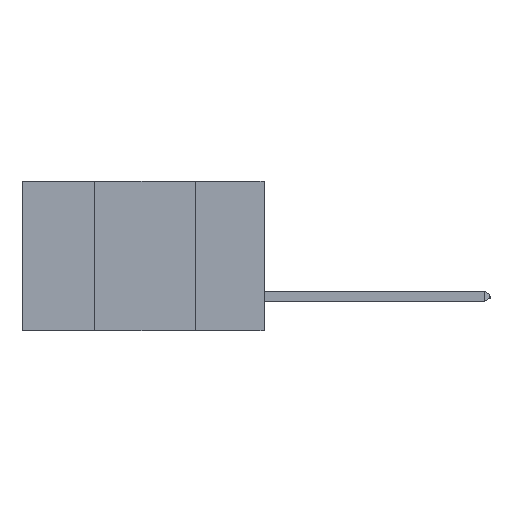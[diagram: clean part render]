
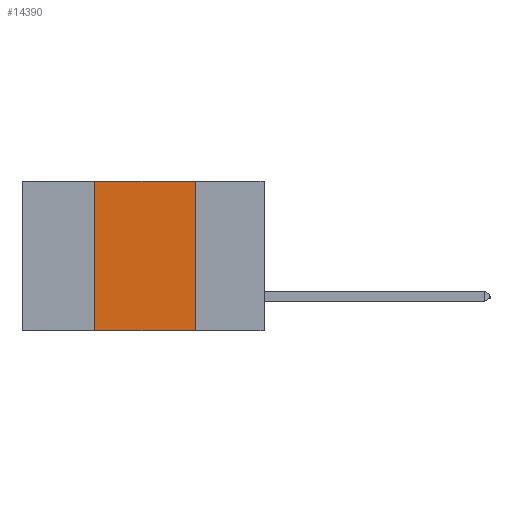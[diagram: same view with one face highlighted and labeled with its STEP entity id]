
A CAD part, left-side view. The second image highlights one B-rep face of the part: STEP entity #14390.
In plain terms, the highlighted planar face has unit normal (-1, 0, 0).
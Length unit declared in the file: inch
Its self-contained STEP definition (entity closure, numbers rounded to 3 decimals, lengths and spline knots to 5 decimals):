
#488 = EDGE_CURVE ( 'NONE', #5017, #20027, #15314, .T. ) ;
#881 = CARTESIAN_POINT ( 'NONE',  ( 0., 0.42, 0. ) ) ;
#1458 = CARTESIAN_POINT ( 'NONE',  ( 0., 0.6, 0. ) ) ;
#2020 = ORIENTED_EDGE ( 'NONE', *, *, #10648, .F. ) ;
#2101 = ORIENTED_EDGE ( 'NONE', *, *, #12606, .F. ) ;
#2543 = DIRECTION ( 'NONE',  ( 0., -1., 0. ) ) ;
#3011 = VERTEX_POINT ( 'NONE', #17268 ) ;
#3235 = PLANE ( 'NONE',  #10914 ) ;
#4185 = CARTESIAN_POINT ( 'NONE',  ( 0., 0.17, -0.37 ) ) ;
#4543 = VECTOR ( 'NONE', #5983, 39.37008 ) ;
#4576 = ORIENTED_EDGE ( 'NONE', *, *, #12919, .T. ) ;
#4918 = DIRECTION ( 'NONE',  ( 0., 0., -1. ) ) ;
#5017 = VERTEX_POINT ( 'NONE', #881 ) ;
#5983 = DIRECTION ( 'NONE',  ( 0., 0., -1. ) ) ;
#6053 = CARTESIAN_POINT ( 'NONE',  ( 0., 0.17, 0. ) ) ;
#6249 = VECTOR ( 'NONE', #2543, 39.37008 ) ;
#6419 = DIRECTION ( 'NONE',  ( 0., 0., 1. ) ) ;
#7292 = VECTOR ( 'NONE', #10416, 39.37008 ) ;
#9064 = VECTOR ( 'NONE', #6419, 39.37008 ) ;
#9124 = CARTESIAN_POINT ( 'NONE',  ( 0., 0.6, -0.37 ) ) ;
#9892 = VERTEX_POINT ( 'NONE', #4185 ) ;
#10416 = DIRECTION ( 'NONE',  ( 0., -1., 0. ) ) ;
#10648 = EDGE_CURVE ( 'NONE', #20027, #9892, #17376, .T. ) ;
#10914 = AXIS2_PLACEMENT_3D ( 'NONE', #1458, #14629, #4918 ) ;
#12606 = EDGE_CURVE ( 'NONE', #3011, #5017, #20210, .T. ) ;
#12850 = CARTESIAN_POINT ( 'NONE',  ( 0., 0.42, 0. ) ) ;
#12919 = EDGE_CURVE ( 'NONE', #3011, #9892, #18500, .T. ) ;
#13783 = FACE_OUTER_BOUND ( 'NONE', #16073, .T. ) ;
#14390 = ADVANCED_FACE ( 'NONE', ( #13783 ), #3235, .F. ) ;
#14629 = DIRECTION ( 'NONE',  ( 1., 0., 0. ) ) ;
#15314 = LINE ( 'NONE', #16148, #7292 ) ;
#16073 = EDGE_LOOP ( 'NONE', ( #2020, #16938, #2101, #4576 ) ) ;
#16148 = CARTESIAN_POINT ( 'NONE',  ( 0., 0.6, 0. ) ) ;
#16938 = ORIENTED_EDGE ( 'NONE', *, *, #488, .F. ) ;
#16955 = CARTESIAN_POINT ( 'NONE',  ( 0., 0.17, 0. ) ) ;
#17268 = CARTESIAN_POINT ( 'NONE',  ( 0., 0.42, -0.37 ) ) ;
#17376 = LINE ( 'NONE', #6053, #4543 ) ;
#18500 = LINE ( 'NONE', #9124, #6249 ) ;
#20027 = VERTEX_POINT ( 'NONE', #16955 ) ;
#20210 = LINE ( 'NONE', #12850, #9064 ) ;
